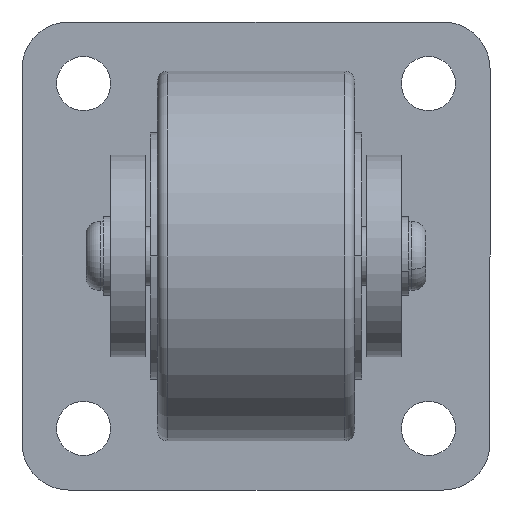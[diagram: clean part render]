
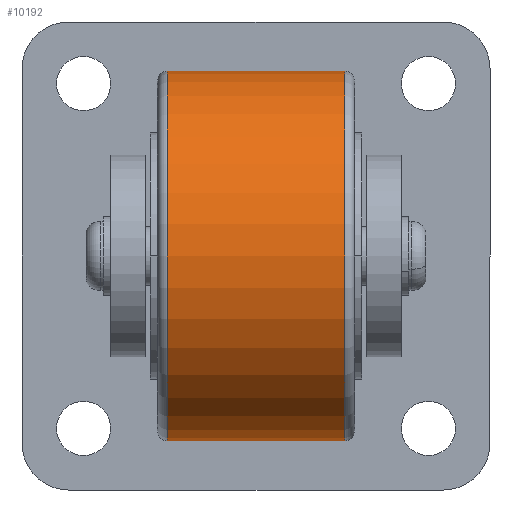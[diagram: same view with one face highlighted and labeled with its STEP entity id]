
A CAD part, front view. The second image highlights one B-rep face of the part: STEP entity #10192.
In plain terms, the highlighted cylindrical face has radius 37.5 mm (diameter 75 mm), a partial arc.
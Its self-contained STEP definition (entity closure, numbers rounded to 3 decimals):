
#14 = LINE ( 'NONE', #32567, #7152 ) ;
#125 = CIRCLE ( 'NONE', #33208, 37.5 ) ;
#2579 = ORIENTED_EDGE ( 'NONE', *, *, #3024, .T. ) ;
#2721 = DIRECTION ( 'NONE',  ( 1., 0., 0. ) ) ;
#3024 = EDGE_CURVE ( 'NONE', #25643, #15095, #125, .T. ) ;
#3904 = VERTEX_POINT ( 'NONE', #4597 ) ;
#4597 = CARTESIAN_POINT ( 'NONE',  ( -18., -68.5, -37.5 ) ) ;
#7152 = VECTOR ( 'NONE', #13845, 1000. ) ;
#7727 = DIRECTION ( 'NONE',  ( -1., 0., 0. ) ) ;
#10192 = ADVANCED_FACE ( 'NONE', ( #15570 ), #21032, .T. ) ;
#10291 = VECTOR ( 'NONE', #10350, 1000. ) ;
#10350 = DIRECTION ( 'NONE',  ( 1., 0., 0. ) ) ;
#10691 = EDGE_CURVE ( 'NONE', #3904, #25643, #14, .T. ) ;
#13845 = DIRECTION ( 'NONE',  ( 1., 0., 0. ) ) ;
#15095 = VERTEX_POINT ( 'NONE', #33685 ) ;
#15570 = FACE_OUTER_BOUND ( 'NONE', #32364, .T. ) ;
#15887 = CARTESIAN_POINT ( 'NONE',  ( -18., -68.5, 0. ) ) ;
#16115 = CARTESIAN_POINT ( 'NONE',  ( 42.335, -68.5, 0. ) ) ;
#16454 = EDGE_CURVE ( 'NONE', #24423, #15095, #32534, .T. ) ;
#16702 = ORIENTED_EDGE ( 'NONE', *, *, #16454, .F. ) ;
#18588 = DIRECTION ( 'NONE',  ( 0., 0., -1. ) ) ;
#20491 = CARTESIAN_POINT ( 'NONE',  ( -18., -68.5, 37.5 ) ) ;
#21032 = CYLINDRICAL_SURFACE ( 'NONE', #27939, 37.5 ) ;
#23787 = CARTESIAN_POINT ( 'NONE',  ( 18., -68.5, 0. ) ) ;
#24423 = VERTEX_POINT ( 'NONE', #20491 ) ;
#24586 = AXIS2_PLACEMENT_3D ( 'NONE', #15887, #34612, #18588 ) ;
#24792 = CARTESIAN_POINT ( 'NONE',  ( 18., -68.5, -37.5 ) ) ;
#25643 = VERTEX_POINT ( 'NONE', #24792 ) ;
#26446 = ORIENTED_EDGE ( 'NONE', *, *, #10691, .T. ) ;
#26464 = DIRECTION ( 'NONE',  ( 0., 0., 1. ) ) ;
#27479 = CIRCLE ( 'NONE', #24586, 37.5 ) ;
#27939 = AXIS2_PLACEMENT_3D ( 'NONE', #16115, #2721, #32128 ) ;
#28564 = EDGE_CURVE ( 'NONE', #24423, #3904, #27479, .T. ) ;
#29105 = CARTESIAN_POINT ( 'NONE',  ( 42.335, -68.5, 37.5 ) ) ;
#32128 = DIRECTION ( 'NONE',  ( 0., 0., -1. ) ) ;
#32364 = EDGE_LOOP ( 'NONE', ( #16702, #34058, #26446, #2579 ) ) ;
#32534 = LINE ( 'NONE', #29105, #10291 ) ;
#32567 = CARTESIAN_POINT ( 'NONE',  ( 42.335, -68.5, -37.5 ) ) ;
#33208 = AXIS2_PLACEMENT_3D ( 'NONE', #23787, #7727, #26464 ) ;
#33685 = CARTESIAN_POINT ( 'NONE',  ( 18., -68.5, 37.5 ) ) ;
#34058 = ORIENTED_EDGE ( 'NONE', *, *, #28564, .T. ) ;
#34612 = DIRECTION ( 'NONE',  ( 1., 0., 0. ) ) ;
